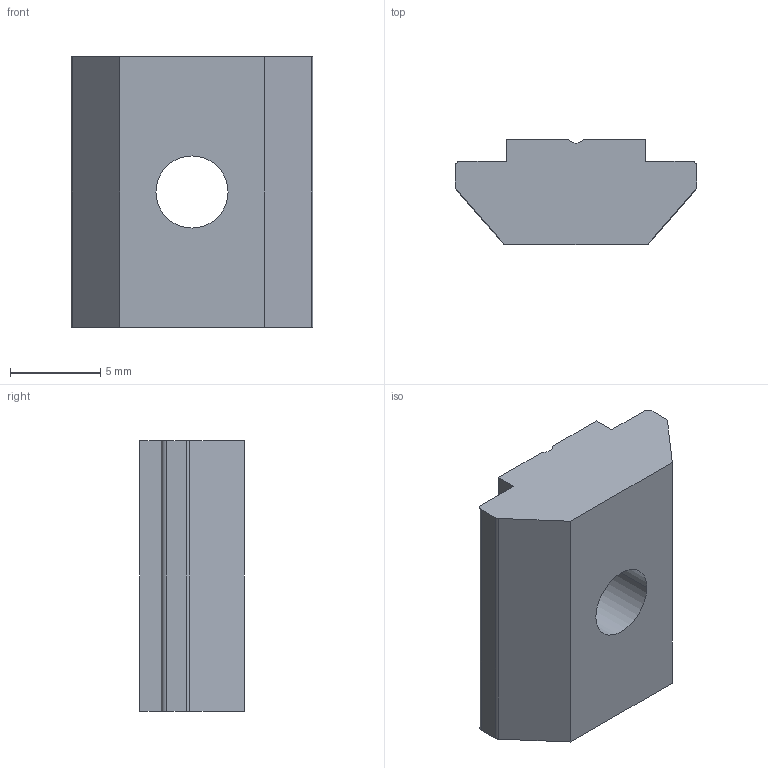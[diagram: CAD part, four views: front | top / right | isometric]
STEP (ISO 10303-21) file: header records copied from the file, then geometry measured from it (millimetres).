
FILE_DESCRIPTION (( 'STEP AP214' ), '1' );
FILE_NAME ('Ñáîðêà1.STEP', '2025-03-11T07:43:00', ( '' ), ( '' ), 'SwSTEP 2.0', 'SolidWorks 2025', '' );
FILE_SCHEMA (( 'AUTOMOTIVE_DESIGN' ));
Length unit declared in the file: millimetre
Products named in the file (2): Сборка1; C51 Сухарь пазовый М5, паз 8_00
Assembly tree (1 placements, depth 2):
  Сборка1
    C51 Сухарь пазовый М5, паз 8_00
Bounding box: 13.4 x 5.8 x 15 mm (x, y, z)
Volume: 861.3 mm3; surface area: 691.5 mm2
Topology: 1 solids, 1 shells, 23 faces, 64 edges, 42 vertices
Faces by surface type: plane 13, cylinder 8, cone 2
Entity records: 835 total; most frequent: CARTESIAN_POINT 151, DIRECTION 134, ORIENTED_EDGE 128, EDGE_CURVE 64, AXIS2_PLACEMENT_3D 45, VECTOR 44, LINE 44, VERTEX_POINT 42
